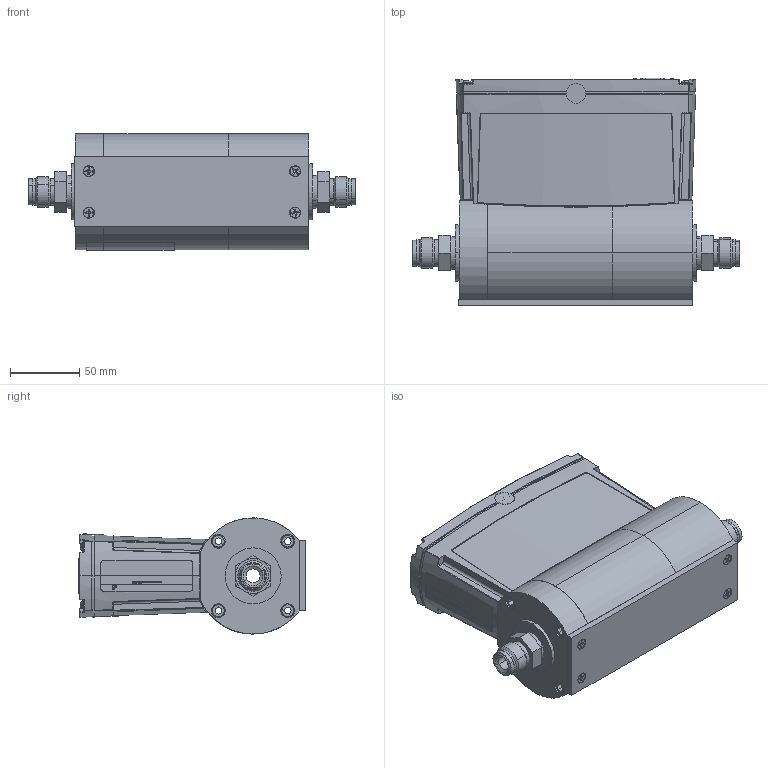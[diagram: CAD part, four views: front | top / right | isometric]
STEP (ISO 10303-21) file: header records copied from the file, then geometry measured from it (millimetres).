
FILE_DESCRIPTION (( 'STEP AP214' ), '1' );
FILE_NAME ('IE1000-8VCR-15Pin-5VDC.STEP', '2016-05-27T18:46:55', ( '' ), ( '' ), 'SwSTEP 2.0', 'SolidWorks 2015', '' );
FILE_SCHEMA (( 'AUTOMOTIVE_DESIGN' ));
Length unit declared in the file: inch
Products named in the file (1): IE1000-8VCR-15Pin-5VDC
Bounding box: 237.53 x 164.64 x 84.2 mm (x, y, z)
Surface area: 161342.4 mm2 (no closed solid volume)
Topology: 0 solids, 67 shells, 917 faces, 3363 edges, 2437 vertices
Faces by surface type: plane 394, cylinder 176, torus 118, cone 100, bspline 93, sphere 36
Entity records: 52018 total; most frequent: CARTESIAN_POINT 12973, DIRECTION 5580, ORIENTED_EDGE 5009, EDGE_CURVE 3345, VERTEX_POINT 2433, AXIS2_PLACEMENT_3D 2074, VECTOR 1432, LINE 1432
